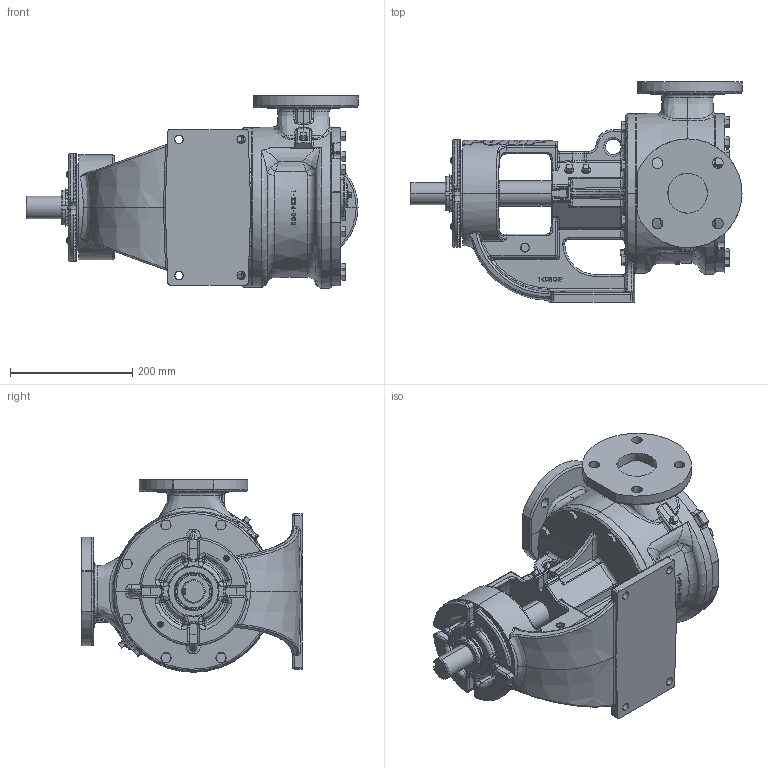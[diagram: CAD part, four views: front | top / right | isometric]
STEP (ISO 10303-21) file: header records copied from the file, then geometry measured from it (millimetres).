
FILE_DESCRIPTION (( 'STEP AP214' ), '1' );
FILE_NAME ('LQ124AE.STEP', '2016-08-09T18:28:46', ( '' ), ( '' ), 'SwSTEP 2.0', 'SolidWorks 2015', '' );
FILE_SCHEMA (( 'AUTOMOTIVE_DESIGN' ));
Length unit declared in the file: inch
Products named in the file (2): LQ124AE
Bounding box: 542.8 x 360.43 x 314.82 mm (x, y, z)
Volume: 13777870.6 mm3; surface area: 803712.6 mm2
Topology: 1 solids, 1 shells, 2651 faces, 6771 edges, 4141 vertices
Faces by surface type: plane 765, cylinder 714, bspline 646, cone 367, torus 92, sphere 67
Entity records: 180395 total; most frequent: CARTESIAN_POINT 97279, ORIENTED_EDGE 13422, DIRECTION 10697, EDGE_CURVE 6711, AXIS2_PLACEMENT_3D 4433, VERTEX_POINT 4140, EDGE_LOOP 2765, FACE_OUTER_BOUND 2651
